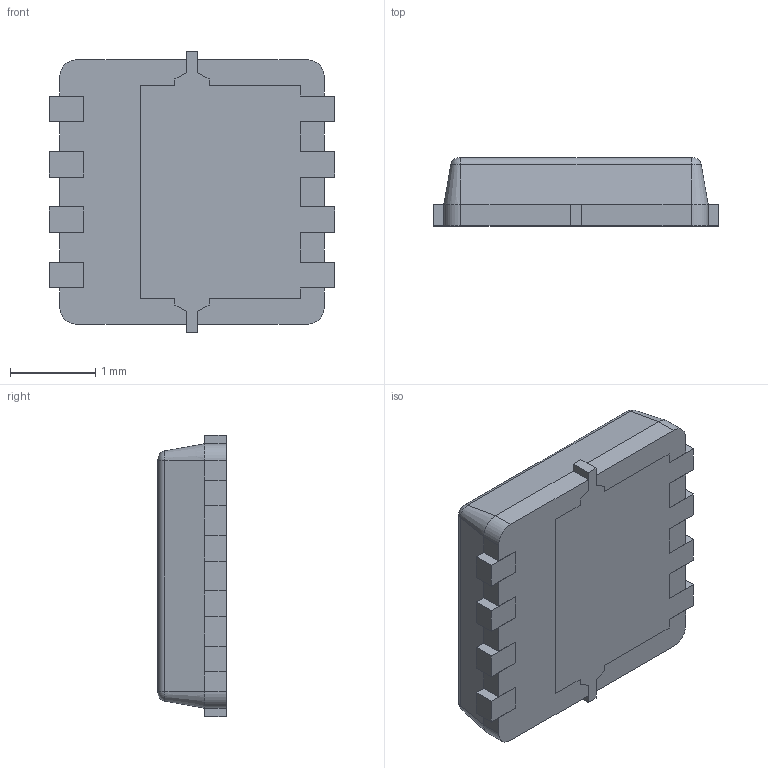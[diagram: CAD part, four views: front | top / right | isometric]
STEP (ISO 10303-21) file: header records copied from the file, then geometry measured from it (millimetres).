
FILE_DESCRIPTION (( 'STEP AP214' ), '1' );
FILE_NAME ('TSM150P03PQ33 RGG.STEP', '2023-06-12T19:02:02', ( '' ), ( '' ), 'SwSTEP 2.0', 'SolidWorks 2021', '' );
FILE_SCHEMA (( 'AUTOMOTIVE_DESIGN' ));
Length unit declared in the file: millimetre
Products named in the file (1): TSM150P03PQ33 RGG
Bounding box: 3.35 x 0.8 x 3.3 mm (x, y, z)
Volume: 7.4 mm3; surface area: 46.7 mm2
Topology: 7 solids, 7 shells, 157 faces, 390 edges, 248 vertices
Faces by surface type: plane 137, cylinder 12, cone 4, torus 4
Entity records: 4636 total; most frequent: CARTESIAN_POINT 796, ORIENTED_EDGE 780, DIRECTION 738, EDGE_CURVE 390, VECTOR 358, LINE 358, VERTEX_POINT 248, AXIS2_PLACEMENT_3D 190
